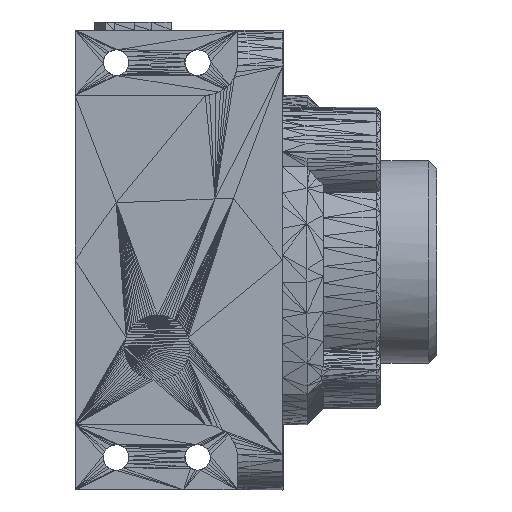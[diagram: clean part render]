
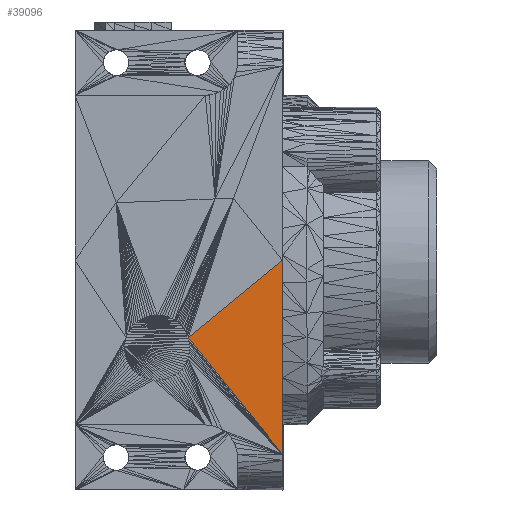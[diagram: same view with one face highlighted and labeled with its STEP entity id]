
A CAD part, front view. The second image highlights one B-rep face of the part: STEP entity #39096.
In plain terms, the highlighted planar face has unit normal (0.001, -1, 0).
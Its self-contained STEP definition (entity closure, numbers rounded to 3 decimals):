
#2586=FACE_OUTER_BOUND('',#5800,.T.);
#5800=EDGE_LOOP('',(#29898,#29899,#29900));
#10099=LINE('',#62695,#14828);
#10100=LINE('',#62697,#14829);
#10101=LINE('',#62699,#14830);
#14828=VECTOR('',#51723,18.428);
#14829=VECTOR('',#51726,15.001);
#14830=VECTOR('',#51729,23.838);
#16936=VERTEX_POINT('',#58102);
#16971=VERTEX_POINT('',#58316);
#17641=VERTEX_POINT('',#62571);
#21703=EDGE_CURVE('',#16936,#17641,#10099,.T.);
#21704=EDGE_CURVE('',#16971,#16936,#10100,.T.);
#21705=EDGE_CURVE('',#16971,#17641,#10101,.T.);
#29898=ORIENTED_EDGE('',*,*,#21704,.T.);
#29899=ORIENTED_EDGE('',*,*,#21703,.T.);
#29900=ORIENTED_EDGE('',*,*,#21705,.F.);
#35895=PLANE('',#42550);
#39096=ADVANCED_FACE('',(#2586),#35895,.T.);
#42550=AXIS2_PLACEMENT_3D('',#62698,#51727,#51728);
#51723=DIRECTION('',(0.629,0.001,-0.777));
#51726=DIRECTION('',(-0.773,-0.001,-0.634));
#51727=DIRECTION('center_axis',(0.001,-1.,0.));
#51728=DIRECTION('ref_axis',(0.,0.,-1.));
#51729=DIRECTION('',(0.,0.,-1.));
#58102=CARTESIAN_POINT('',(-4.867,-18.409,18.736));
#58316=CARTESIAN_POINT('',(6.73,-18.396,28.251));
#62571=CARTESIAN_POINT('',(6.729,-18.396,4.413));
#62695=CARTESIAN_POINT('',(-4.867,-18.409,18.736));
#62697=CARTESIAN_POINT('',(6.73,-18.396,28.251));
#62698=CARTESIAN_POINT('Origin',(0.02,-18.404,0.));
#62699=CARTESIAN_POINT('',(6.73,-18.396,28.251));
